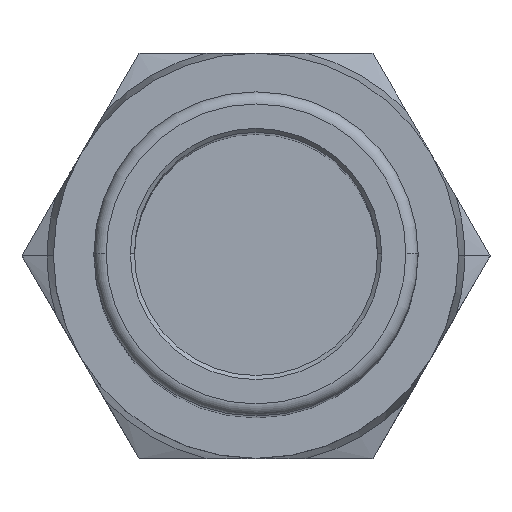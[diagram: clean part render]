
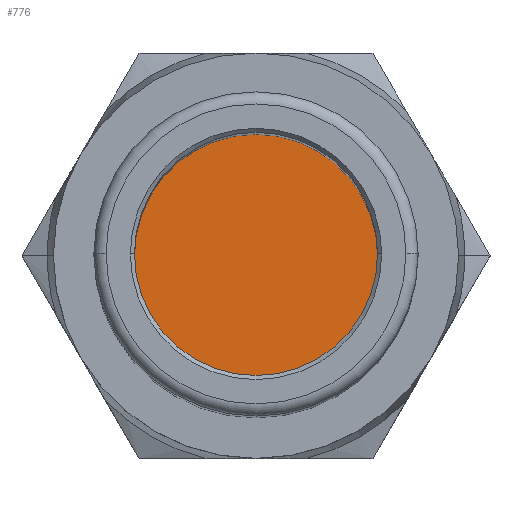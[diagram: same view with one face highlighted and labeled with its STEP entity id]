
A CAD part, top view. The second image highlights one B-rep face of the part: STEP entity #776.
In plain terms, the highlighted planar face has unit normal (0, 0, 1).
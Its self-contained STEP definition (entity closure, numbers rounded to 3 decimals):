
#210=CARTESIAN_POINT('',(3.0,0.0,-11.9));
#211=VERTEX_POINT('',#210);
#220=CARTESIAN_POINT('',(-3.0,0.,-11.9));
#221=VERTEX_POINT('',#220);
#222=CARTESIAN_POINT('',(0.0,0.0,-11.9));
#223=DIRECTION('',(0.0,0.0,1.0));
#224=DIRECTION('',(1.0,0.0,0.0));
#225=AXIS2_PLACEMENT_3D('',#222,#223,#224);
#226=CIRCLE('',#225,3.0);
#227=EDGE_CURVE('',#221,#211,#226,.T.);
#761=CARTESIAN_POINT('',(2.5,0.,-11.9));
#762=DIRECTION('',(0.0,0.0,1.0));
#763=DIRECTION('',(1.0,0.0,0.0));
#764=AXIS2_PLACEMENT_3D('',#761,#762,#763);
#765=PLANE('',#764);
#766=CARTESIAN_POINT('',(0.0,0.0,-11.9));
#767=DIRECTION('',(0.0,0.0,1.0));
#768=DIRECTION('',(1.0,0.0,0.0));
#769=AXIS2_PLACEMENT_3D('',#766,#767,#768);
#770=CIRCLE('',#769,3.0);
#771=EDGE_CURVE('',#211,#221,#770,.T.);
#772=ORIENTED_EDGE('',*,*,#771,.T.);
#773=ORIENTED_EDGE('',*,*,#227,.T.);
#774=EDGE_LOOP('',(#772,#773));
#775=FACE_OUTER_BOUND('',#774,.T.);
#776=ADVANCED_FACE('',(#775),#765,.T.);
